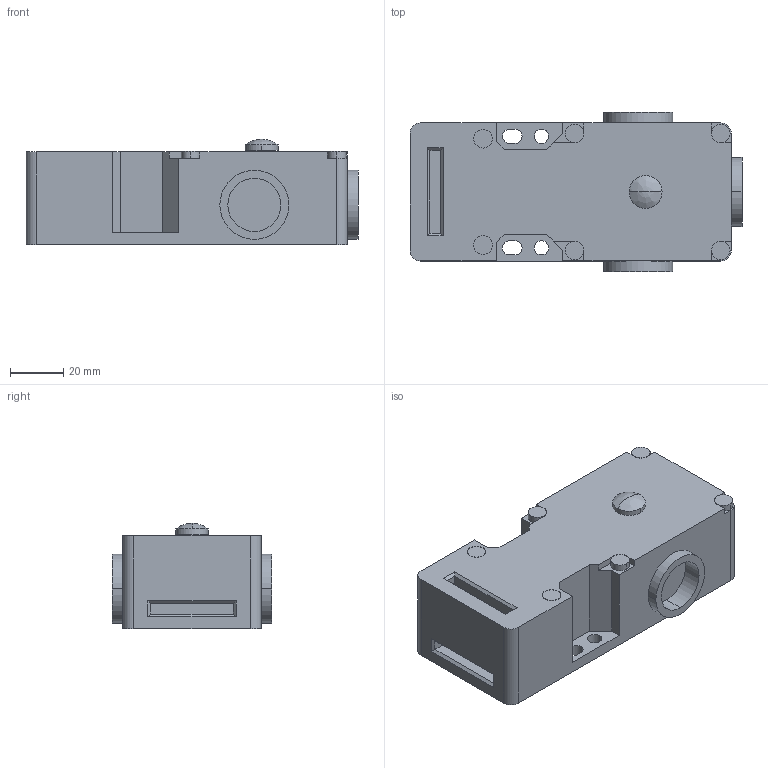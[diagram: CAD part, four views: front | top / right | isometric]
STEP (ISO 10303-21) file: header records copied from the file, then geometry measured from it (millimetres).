
FILE_DESCRIPTION (( 'STEP AP203' ), '1' );
FILE_NAME ('OUTSIDE-HS1B-##4R-#.STEP', '2014-04-18T10:11:16', ( 'IDEC' ), ( '' ), 'SwSTEP 2.0', 'SolidWorks 2012', '' );
FILE_SCHEMA (( 'CONFIG_CONTROL_DESIGN' ));
Length unit declared in the file: millimetre
Products named in the file (3): OUTSIDE-HS1B-##4R-#; OUTSIDE-HS1B-PL竤豬; OUTSIDE-HS1B
Assembly tree (2 placements, depth 2):
  OUTSIDE-HS1B-##4R-#
    OUTSIDE-HS1B
    OUTSIDE-HS1B-PL竤豬
Bounding box: 125 x 60 x 39.7 mm (x, y, z)
Volume: 198321.2 mm3; surface area: 31943.6 mm2
Topology: 2 solids, 2 shells, 112 faces, 288 edges, 187 vertices
Faces by surface type: plane 68, cylinder 42, bspline 2
Entity records: 3741 total; most frequent: CARTESIAN_POINT 620, DIRECTION 608, ORIENTED_EDGE 572, EDGE_CURVE 286, AXIS2_PLACEMENT_3D 207, VECTOR 194, LINE 194, VERTEX_POINT 187
